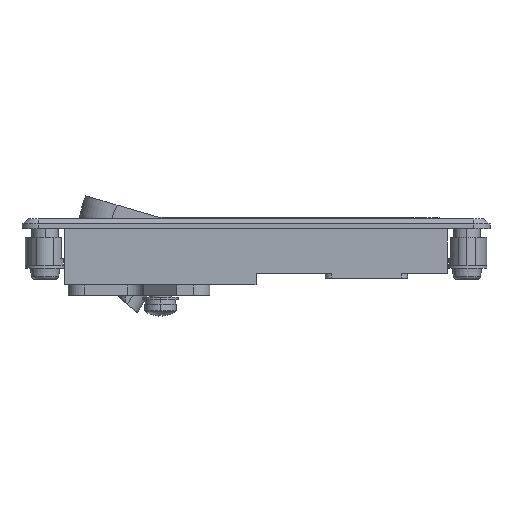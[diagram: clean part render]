
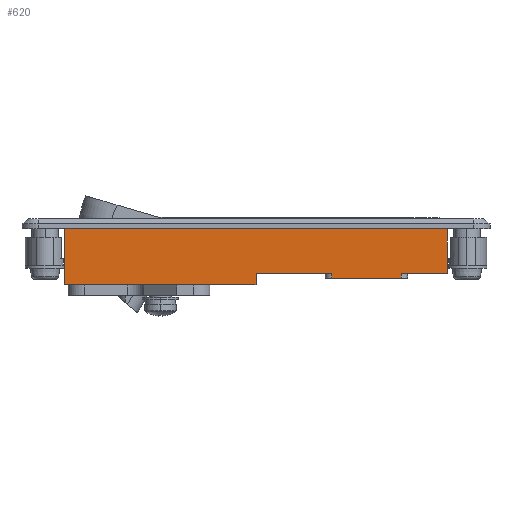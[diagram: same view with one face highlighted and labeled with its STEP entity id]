
A CAD part, left-side view. The second image highlights one B-rep face of the part: STEP entity #620.
In plain terms, the highlighted planar face has unit normal (-1, 0, 0).
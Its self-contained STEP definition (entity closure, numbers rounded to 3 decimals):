
#39 = VERTEX_POINT ( 'NONE', #87 ) ;
#40 = VERTEX_POINT ( 'NONE', #88 ) ;
#46 = VERTEX_POINT ( 'NONE', #99 ) ;
#87 = CARTESIAN_POINT ( 'NONE',  ( -13., -73., -9.5 ) ) ;
#88 = CARTESIAN_POINT ( 'NONE',  ( -13., -52., -9.5 ) ) ;
#99 = CARTESIAN_POINT ( 'NONE',  ( -13., -52., -8. ) ) ;
#103 = CARTESIAN_POINT ( 'NONE',  ( -13., -29., -8. ) ) ;
#451 = VERTEX_POINT ( 'NONE', #103 ) ;
#560 = EDGE_CURVE ( 'NONE', #968, #909, #4643, .T. ) ;
#563 = EDGE_CURVE ( 'NONE', #909, #905, #4645, .T. ) ;
#601 = EDGE_CURVE ( 'NONE', #967, #968, #4707, .T. ) ;
#620 = ADVANCED_FACE ( 'NONE', ( #4724 ), #3646, .T. ) ;
#668 = EDGE_CURVE ( 'NONE', #39, #40, #4790, .T. ) ;
#678 = EDGE_CURVE ( 'NONE', #46, #451, #4797, .T. ) ;
#682 = EDGE_CURVE ( 'NONE', #451, #2063, #4799, .T. ) ;
#684 = EDGE_CURVE ( 'NONE', #2062, #967, #4801, .T. ) ;
#688 = EDGE_CURVE ( 'NONE', #39, #905, #4805, .T. ) ;
#689 = EDGE_CURVE ( 'NONE', #46, #40, #4806, .T. ) ;
#905 = VERTEX_POINT ( 'NONE', #5693 ) ;
#909 = VERTEX_POINT ( 'NONE', #5695 ) ;
#967 = VERTEX_POINT ( 'NONE', #5753 ) ;
#968 = VERTEX_POINT ( 'NONE', #5754 ) ;
#1387 = EDGE_LOOP ( 'NONE', ( #1654, #1655, #1653, #1657, #1656, #1658, #1659, #1660, #1661, #1662 ) ) ;
#1653 = ORIENTED_EDGE ( 'NONE', *, *, #563, .F. ) ;
#1654 = ORIENTED_EDGE ( 'NONE', *, *, #668, .F. ) ;
#1655 = ORIENTED_EDGE ( 'NONE', *, *, #688, .T. ) ;
#1656 = ORIENTED_EDGE ( 'NONE', *, *, #601, .F. ) ;
#1657 = ORIENTED_EDGE ( 'NONE', *, *, #560, .F. ) ;
#1658 = ORIENTED_EDGE ( 'NONE', *, *, #684, .F. ) ;
#1659 = ORIENTED_EDGE ( 'NONE', *, *, #2640, .F. ) ;
#1660 = ORIENTED_EDGE ( 'NONE', *, *, #682, .F. ) ;
#1661 = ORIENTED_EDGE ( 'NONE', *, *, #678, .F. ) ;
#1662 = ORIENTED_EDGE ( 'NONE', *, *, #689, .T. ) ;
#2062 = VERTEX_POINT ( 'NONE', #6043 ) ;
#2063 = VERTEX_POINT ( 'NONE', #6044 ) ;
#2640 = EDGE_CURVE ( 'NONE', #2063, #2062, #7901, .T. ) ;
#3463 = CARTESIAN_POINT ( 'NONE',  ( -13., -87., -8. ) ) ;
#3464 = DIRECTION ( 'NONE',  ( 0., 0., -1. ) ) ;
#3470 = CARTESIAN_POINT ( 'NONE',  ( -13., -75., -8. ) ) ;
#3471 = DIRECTION ( 'NONE',  ( 0., 1., 0. ) ) ;
#3593 = CARTESIAN_POINT ( 'NONE',  ( -13., -87., 5.5 ) ) ;
#3594 = DIRECTION ( 'NONE',  ( 0., -1., 0. ) ) ;
#3646 = PLANE ( 'NONE',  #3983 ) ;
#3647 = CARTESIAN_POINT ( 'NONE',  ( -13., 29., 5.5 ) ) ;
#3648 = DIRECTION ( 'NONE',  ( -1., 0., 0. ) ) ;
#3649 = DIRECTION ( 'NONE',  ( 0., 0., 1. ) ) ;
#3808 = CARTESIAN_POINT ( 'NONE',  ( -13., -50., -9.5 ) ) ;
#3809 = DIRECTION ( 'NONE',  ( 0., 1., 0. ) ) ;
#3831 = CARTESIAN_POINT ( 'NONE',  ( -13., -29., -8. ) ) ;
#3832 = DIRECTION ( 'NONE',  ( 0., 1., 0. ) ) ;
#3841 = CARTESIAN_POINT ( 'NONE',  ( -13., -29., -11.5 ) ) ;
#3842 = DIRECTION ( 'NONE',  ( 0., 0., -1. ) ) ;
#3845 = CARTESIAN_POINT ( 'NONE',  ( -13., 29., 5.5 ) ) ;
#3846 = DIRECTION ( 'NONE',  ( 0., 0., 1. ) ) ;
#3916 = VECTOR ( 'NONE', #3464, 1000. ) ;
#3920 = VECTOR ( 'NONE', #3471, 1000. ) ;
#3964 = VECTOR ( 'NONE', #3594, 1000. ) ;
#3983 = AXIS2_PLACEMENT_3D ( 'NONE', #3647, #3648, #3649 ) ;
#4039 = VECTOR ( 'NONE', #3809, 1000. ) ;
#4051 = VECTOR ( 'NONE', #3832, 1000. ) ;
#4057 = VECTOR ( 'NONE', #3842, 1000. ) ;
#4059 = VECTOR ( 'NONE', #3846, 1000. ) ;
#4063 = VECTOR ( 'NONE', #5220, 1000. ) ;
#4064 = VECTOR ( 'NONE', #5222, 1000. ) ;
#4643 = LINE ( 'NONE', #3463, #3916 ) ;
#4645 = LINE ( 'NONE', #3470, #3920 ) ;
#4707 = LINE ( 'NONE', #3593, #3964 ) ;
#4724 = FACE_OUTER_BOUND ( 'NONE', #1387, .T. ) ;
#4790 = LINE ( 'NONE', #3808, #4039 ) ;
#4797 = LINE ( 'NONE', #3831, #4051 ) ;
#4799 = LINE ( 'NONE', #3841, #4057 ) ;
#4801 = LINE ( 'NONE', #3845, #4059 ) ;
#4805 = LINE ( 'NONE', #5219, #4063 ) ;
#4806 = LINE ( 'NONE', #5221, #4064 ) ;
#5219 = CARTESIAN_POINT ( 'NONE',  ( -13., -73., -8. ) ) ;
#5220 = DIRECTION ( 'NONE',  ( 0., 0., 1. ) ) ;
#5221 = CARTESIAN_POINT ( 'NONE',  ( -13., -52., -9.5 ) ) ;
#5222 = DIRECTION ( 'NONE',  ( 0., 0., -1. ) ) ;
#5693 = CARTESIAN_POINT ( 'NONE',  ( -13., -73., -8. ) ) ;
#5695 = CARTESIAN_POINT ( 'NONE',  ( -13., -87., -8. ) ) ;
#5753 = CARTESIAN_POINT ( 'NONE',  ( -13., 29., 5.5 ) ) ;
#5754 = CARTESIAN_POINT ( 'NONE',  ( -13., -87., 5.5 ) ) ;
#6043 = CARTESIAN_POINT ( 'NONE',  ( -13., 29., -11.5 ) ) ;
#6044 = CARTESIAN_POINT ( 'NONE',  ( -13., -29., -11.5 ) ) ;
#6998 = VECTOR ( 'NONE', #8404, 1000. ) ;
#7901 = LINE ( 'NONE', #8403, #6998 ) ;
#8403 = CARTESIAN_POINT ( 'NONE',  ( -13., 29., -11.5 ) ) ;
#8404 = DIRECTION ( 'NONE',  ( 0., 1., 0. ) ) ;
